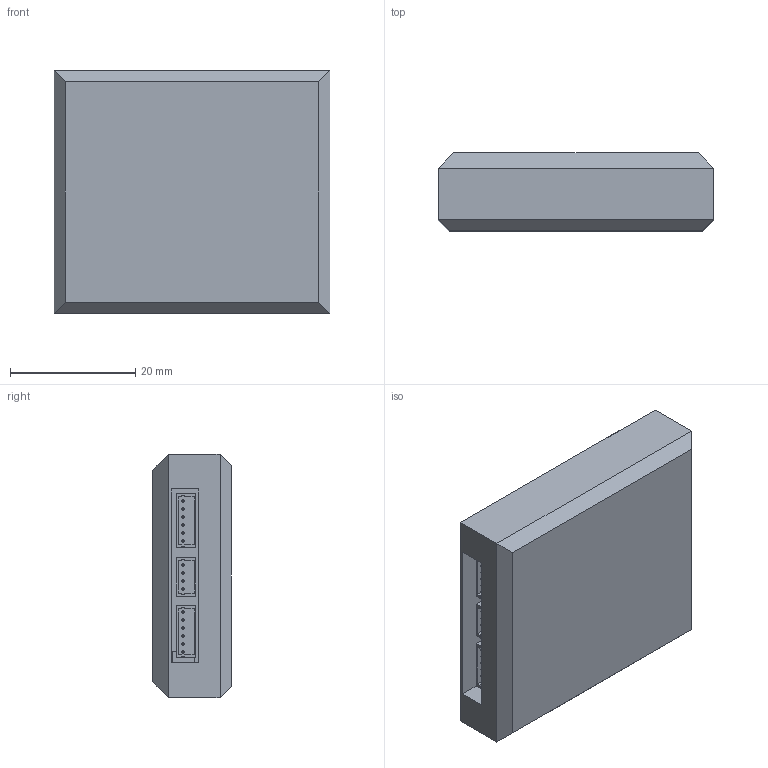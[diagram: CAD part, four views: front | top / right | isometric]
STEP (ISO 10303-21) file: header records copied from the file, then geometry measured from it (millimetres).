
FILE_DESCRIPTION (( 'STEP AP214' ), '1' );
FILE_NAME ('PixhawkMini.STEP', '2018-01-08T17:44:09', ( '' ), ( '' ), 'SwSTEP 2.0', 'SolidWorks 2016', '' );
FILE_SCHEMA (( 'AUTOMOTIVE_DESIGN' ));
Length unit declared in the file: inch
Products named in the file (1): PixhawkMini
Bounding box: 43.95 x 12.5 x 38.75 mm (x, y, z)
Volume: 19053.2 mm3; surface area: 7868.6 mm2
Topology: 1 solids, 6 shells, 363 faces, 870 edges, 578 vertices
Faces by surface type: plane 285, cylinder 78
Entity records: 14735 total; most frequent: CARTESIAN_POINT 1812, DIRECTION 1756, ORIENTED_EDGE 1740, EDGE_CURVE 870, LINE 712, VECTOR 712, VERTEX_POINT 578, AXIS2_PLACEMENT_3D 522
